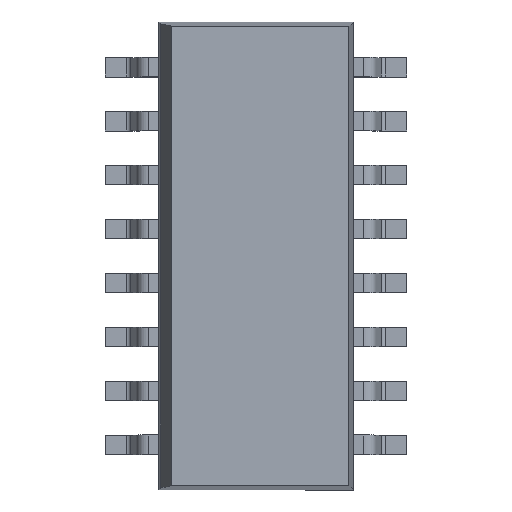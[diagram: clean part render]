
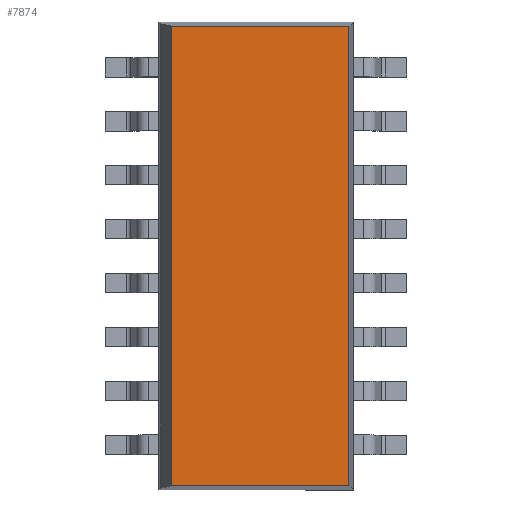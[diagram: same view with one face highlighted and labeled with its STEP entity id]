
A CAD part, top view. The second image highlights one B-rep face of the part: STEP entity #7874.
In plain terms, the highlighted planar face has unit normal (0, 0, 1).
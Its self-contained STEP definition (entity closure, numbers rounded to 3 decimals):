
#7519=CARTESIAN_POINT('',(-1.987,5.41,2.16));
#7520=VERTEX_POINT('',#7519);
#7537=CARTESIAN_POINT('',(-1.988,-5.41,2.16));
#7538=VERTEX_POINT('',#7537);
#7545=CARTESIAN_POINT('',(-1.988,-5.41,2.16));
#7546=DIRECTION('',(0.0,1.0,0.0));
#7547=VECTOR('',#7546,10.82);
#7548=LINE('',#7545,#7547);
#7549=EDGE_CURVE('',#7538,#7520,#7548,.T.);
#7591=CARTESIAN_POINT('',(2.188,5.41,2.16));
#7592=VERTEX_POINT('',#7591);
#7593=CARTESIAN_POINT('',(-1.987,5.41,2.16));
#7594=DIRECTION('',(1.0,0.0,0.0));
#7595=VECTOR('',#7594,4.175);
#7596=LINE('',#7593,#7595);
#7597=EDGE_CURVE('',#7520,#7592,#7596,.T.);
#7812=CARTESIAN_POINT('',(2.187,-5.41,2.16));
#7813=VERTEX_POINT('',#7812);
#7820=CARTESIAN_POINT('',(2.187,-5.41,2.16));
#7821=DIRECTION('',(-1.0,0.0,0.0));
#7822=VECTOR('',#7821,4.175);
#7823=LINE('',#7820,#7822);
#7824=EDGE_CURVE('',#7813,#7538,#7823,.T.);
#7836=CARTESIAN_POINT('',(2.188,5.41,2.16));
#7837=DIRECTION('',(0.0,-1.0,0.0));
#7838=VECTOR('',#7837,10.82);
#7839=LINE('',#7836,#7838);
#7840=EDGE_CURVE('',#7592,#7813,#7839,.T.);
#7863=CARTESIAN_POINT('',(0.0,0.0,2.16));
#7864=DIRECTION('',(0.0,0.0,1.0));
#7865=DIRECTION('',(0.0,-1.0,0.0));
#7866=AXIS2_PLACEMENT_3D('',#7863,#7864,#7865);
#7867=PLANE('',#7866);
#7868=ORIENTED_EDGE('',*,*,#7549,.F.);
#7869=ORIENTED_EDGE('',*,*,#7824,.F.);
#7870=ORIENTED_EDGE('',*,*,#7840,.F.);
#7871=ORIENTED_EDGE('',*,*,#7597,.F.);
#7872=EDGE_LOOP('',(#7868,#7869,#7870,#7871));
#7873=FACE_OUTER_BOUND('',#7872,.T.);
#7874=ADVANCED_FACE('',(#7873),#7867,.T.);
